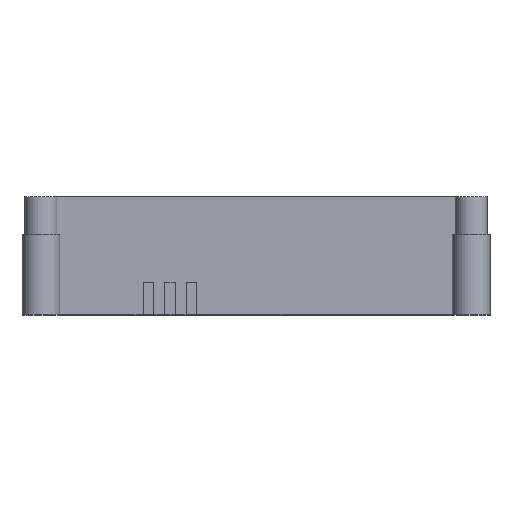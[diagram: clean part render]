
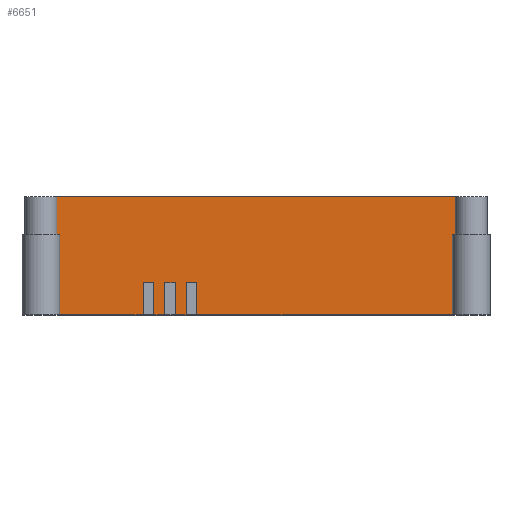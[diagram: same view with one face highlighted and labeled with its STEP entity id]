
A CAD part, top view. The second image highlights one B-rep face of the part: STEP entity #6651.
In plain terms, the highlighted planar face has unit normal (0, 0, 1).
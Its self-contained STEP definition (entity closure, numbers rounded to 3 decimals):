
#228=PLANE('',#7124);
#510=FACE_OUTER_BOUND('',#913,.T.);
#913=EDGE_LOOP('',(#5381,#5382,#5383,#5384,#5385,#5386,#5387,#5388,#5389,
#5390,#5391,#5392,#5393,#5394,#5395,#5396,#5397,#5398,#5399,#5400));
#1259=LINE('',#9816,#1988);
#1597=LINE('',#10707,#2326);
#1601=LINE('',#10715,#2330);
#1605=LINE('',#10723,#2334);
#1609=LINE('',#10731,#2338);
#1615=LINE('',#10773,#2344);
#1621=LINE('',#10784,#2350);
#1622=LINE('',#10786,#2351);
#1623=LINE('',#10789,#2352);
#1629=LINE('',#10800,#2358);
#1630=LINE('',#10802,#2359);
#1631=LINE('',#10805,#2360);
#1637=LINE('',#10816,#2366);
#1638=LINE('',#10818,#2367);
#1639=LINE('',#10833,#2368);
#1641=LINE('',#10839,#2370);
#1651=LINE('',#10859,#2380);
#1660=LINE('',#10891,#2389);
#1661=LINE('',#10895,#2390);
#1662=LINE('',#10897,#2391);
#1988=VECTOR('',#7795,10.);
#2326=VECTOR('',#8217,10.);
#2330=VECTOR('',#8221,10.);
#2334=VECTOR('',#8225,10.);
#2338=VECTOR('',#8229,10.);
#2344=VECTOR('',#8281,10.);
#2350=VECTOR('',#8291,10.);
#2351=VECTOR('',#8294,10.);
#2352=VECTOR('',#8297,10.);
#2358=VECTOR('',#8307,10.);
#2359=VECTOR('',#8310,10.);
#2360=VECTOR('',#8313,10.);
#2366=VECTOR('',#8323,10.);
#2367=VECTOR('',#8326,10.);
#2368=VECTOR('',#8345,10.);
#2370=VECTOR('',#8351,10.);
#2380=VECTOR('',#8367,10.);
#2389=VECTOR('',#8404,10.);
#2390=VECTOR('',#8409,10.);
#2391=VECTOR('',#8412,10.);
#2975=VERTEX_POINT('',#9813);
#2976=VERTEX_POINT('',#9815);
#3278=VERTEX_POINT('',#10704);
#3279=VERTEX_POINT('',#10706);
#3282=VERTEX_POINT('',#10712);
#3283=VERTEX_POINT('',#10714);
#3286=VERTEX_POINT('',#10720);
#3287=VERTEX_POINT('',#10722);
#3290=VERTEX_POINT('',#10728);
#3291=VERTEX_POINT('',#10730);
#3304=VERTEX_POINT('',#10772);
#3307=VERTEX_POINT('',#10782);
#3308=VERTEX_POINT('',#10788);
#3311=VERTEX_POINT('',#10798);
#3312=VERTEX_POINT('',#10804);
#3315=VERTEX_POINT('',#10814);
#3320=VERTEX_POINT('',#10832);
#3322=VERTEX_POINT('',#10838);
#3338=VERTEX_POINT('',#10889);
#3339=VERTEX_POINT('',#10893);
#3651=EDGE_CURVE('',#2976,#2975,#1259,.T.);
#4015=EDGE_CURVE('',#3278,#3279,#1597,.T.);
#4019=EDGE_CURVE('',#3282,#3283,#1601,.T.);
#4023=EDGE_CURVE('',#3286,#3287,#1605,.T.);
#4027=EDGE_CURVE('',#3290,#3291,#1609,.T.);
#4048=EDGE_CURVE('',#3304,#3279,#1615,.T.);
#4054=EDGE_CURVE('',#3282,#3307,#1621,.T.);
#4055=EDGE_CURVE('',#3307,#3304,#1622,.T.);
#4056=EDGE_CURVE('',#3308,#3283,#1623,.T.);
#4062=EDGE_CURVE('',#3286,#3311,#1629,.T.);
#4063=EDGE_CURVE('',#3311,#3308,#1630,.T.);
#4064=EDGE_CURVE('',#3312,#3287,#1631,.T.);
#4070=EDGE_CURVE('',#3290,#3315,#1637,.T.);
#4071=EDGE_CURVE('',#3315,#3312,#1638,.T.);
#4076=EDGE_CURVE('',#3320,#3291,#1639,.T.);
#4079=EDGE_CURVE('',#3322,#3320,#1641,.T.);
#4090=EDGE_CURVE('',#2975,#3322,#1651,.T.);
#4106=EDGE_CURVE('',#3278,#3338,#1660,.T.);
#4108=EDGE_CURVE('',#3338,#3339,#1661,.T.);
#4109=EDGE_CURVE('',#3339,#2976,#1662,.T.);
#5381=ORIENTED_EDGE('',*,*,#4048,.T.);
#5382=ORIENTED_EDGE('',*,*,#4015,.F.);
#5383=ORIENTED_EDGE('',*,*,#4106,.T.);
#5384=ORIENTED_EDGE('',*,*,#4108,.T.);
#5385=ORIENTED_EDGE('',*,*,#4109,.T.);
#5386=ORIENTED_EDGE('',*,*,#3651,.T.);
#5387=ORIENTED_EDGE('',*,*,#4090,.T.);
#5388=ORIENTED_EDGE('',*,*,#4079,.T.);
#5389=ORIENTED_EDGE('',*,*,#4076,.T.);
#5390=ORIENTED_EDGE('',*,*,#4027,.F.);
#5391=ORIENTED_EDGE('',*,*,#4070,.T.);
#5392=ORIENTED_EDGE('',*,*,#4071,.T.);
#5393=ORIENTED_EDGE('',*,*,#4064,.T.);
#5394=ORIENTED_EDGE('',*,*,#4023,.F.);
#5395=ORIENTED_EDGE('',*,*,#4062,.T.);
#5396=ORIENTED_EDGE('',*,*,#4063,.T.);
#5397=ORIENTED_EDGE('',*,*,#4056,.T.);
#5398=ORIENTED_EDGE('',*,*,#4019,.F.);
#5399=ORIENTED_EDGE('',*,*,#4054,.T.);
#5400=ORIENTED_EDGE('',*,*,#4055,.T.);
#6651=ADVANCED_FACE('',(#510),#228,.F.);
#7124=AXIS2_PLACEMENT_3D('',#10896,#8410,#8411);
#7795=DIRECTION('',(-1.,0.,0.));
#8217=DIRECTION('',(-1.,0.,0.));
#8221=DIRECTION('',(-1.,0.,0.));
#8225=DIRECTION('',(-1.,0.,0.));
#8229=DIRECTION('',(-1.,0.,0.));
#8281=DIRECTION('',(0.,-1.,0.));
#8291=DIRECTION('',(0.,1.,0.));
#8294=DIRECTION('',(1.,0.,0.));
#8297=DIRECTION('',(0.,-1.,0.));
#8307=DIRECTION('',(0.,1.,0.));
#8310=DIRECTION('',(1.,0.,0.));
#8313=DIRECTION('',(0.,-1.,0.));
#8323=DIRECTION('',(0.,1.,0.));
#8326=DIRECTION('',(1.,0.,0.));
#8345=DIRECTION('',(0.,-1.,0.));
#8351=DIRECTION('',(1.,0.,0.));
#8367=DIRECTION('',(0.,-1.,0.));
#8404=DIRECTION('',(0.,1.,0.));
#8409=DIRECTION('',(1.,0.,0.));
#8410=DIRECTION('center_axis',(0.,0.,-1.));
#8411=DIRECTION('ref_axis',(1.,0.,0.));
#8412=DIRECTION('',(0.,1.,0.));
#9813=CARTESIAN_POINT('',(3.,44.,-6.524));
#9815=CARTESIAN_POINT('',(77.,44.,-6.524));
#9816=CARTESIAN_POINT('',(31.5,44.,-6.524));
#10704=CARTESIAN_POINT('',(76.5,22.,-6.524));
#10706=CARTESIAN_POINT('',(29.,22.,-6.524));
#10707=CARTESIAN_POINT('',(29.838,22.,-6.524));
#10712=CARTESIAN_POINT('',(27.,22.,-6.524));
#10714=CARTESIAN_POINT('',(25.,22.,-6.524));
#10715=CARTESIAN_POINT('',(29.838,22.,-6.524));
#10720=CARTESIAN_POINT('',(23.,22.,-6.524));
#10722=CARTESIAN_POINT('',(21.,22.,-6.524));
#10723=CARTESIAN_POINT('',(29.838,22.,-6.524));
#10728=CARTESIAN_POINT('',(19.,22.,-6.524));
#10730=CARTESIAN_POINT('',(3.5,22.,-6.524));
#10731=CARTESIAN_POINT('',(29.838,22.,-6.524));
#10772=CARTESIAN_POINT('',(29.,28.,-6.524));
#10773=CARTESIAN_POINT('',(29.,32.,-6.524));
#10782=CARTESIAN_POINT('',(27.,28.,-6.524));
#10784=CARTESIAN_POINT('',(27.,32.,-6.524));
#10786=CARTESIAN_POINT('',(14.,28.,-6.524));
#10788=CARTESIAN_POINT('',(25.,28.,-6.524));
#10789=CARTESIAN_POINT('',(25.,32.,-6.524));
#10798=CARTESIAN_POINT('',(23.,28.,-6.524));
#10800=CARTESIAN_POINT('',(23.,32.,-6.524));
#10802=CARTESIAN_POINT('',(12.,28.,-6.524));
#10804=CARTESIAN_POINT('',(21.,28.,-6.524));
#10805=CARTESIAN_POINT('',(21.,32.,-6.524));
#10814=CARTESIAN_POINT('',(19.,28.,-6.524));
#10816=CARTESIAN_POINT('',(19.,32.,-6.524));
#10818=CARTESIAN_POINT('',(10.,28.,-6.524));
#10832=CARTESIAN_POINT('',(3.5,37.,-6.524));
#10833=CARTESIAN_POINT('',(3.5,22.,-6.524));
#10838=CARTESIAN_POINT('',(3.,37.,-6.524));
#10839=CARTESIAN_POINT('',(0.,37.,-6.524));
#10859=CARTESIAN_POINT('',(3.,22.,-6.524));
#10889=CARTESIAN_POINT('',(76.5,37.,-6.524));
#10891=CARTESIAN_POINT('',(76.5,22.,-6.524));
#10893=CARTESIAN_POINT('',(77.,37.,-6.524));
#10895=CARTESIAN_POINT('',(40.,37.,-6.524));
#10896=CARTESIAN_POINT('Origin',(0.,42.,-6.524));
#10897=CARTESIAN_POINT('',(77.,22.,-6.524));
